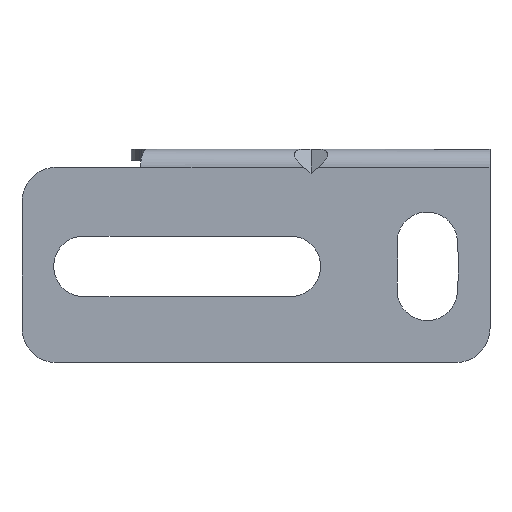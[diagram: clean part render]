
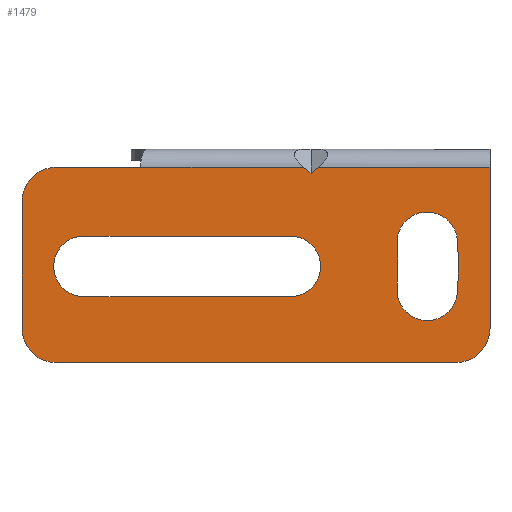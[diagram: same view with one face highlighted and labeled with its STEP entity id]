
A CAD part, front view. The second image highlights one B-rep face of the part: STEP entity #1479.
In plain terms, the highlighted planar face has unit normal (0, -1, 0).
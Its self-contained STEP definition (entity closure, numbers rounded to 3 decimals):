
#457=CARTESIAN_POINT('',(1.439,0.,-9.444));
#458=DIRECTION('',(0.,-1.,0.));
#459=DIRECTION('',(-0.998,0.,0.07));
#460=AXIS2_PLACEMENT_3D('',#457,#458,#459);
#462=CARTESIAN_POINT('',(-23.5,0.,-7.7));
#463=DIRECTION('',(0.,-1.,0.));
#464=DIRECTION('',(0.998,0.,-0.07));
#465=AXIS2_PLACEMENT_3D('',#462,#463,#464);
#467=CARTESIAN_POINT('',(1.439,0.,-5.956));
#468=DIRECTION('',(0.,-1.,0.));
#469=DIRECTION('',(0.998,0.,0.07));
#470=AXIS2_PLACEMENT_3D('',#467,#468,#469);
#472=CARTESIAN_POINT('',(-23.5,0.,-7.7));
#473=DIRECTION('',(0.,-1.,0.));
#474=DIRECTION('',(0.998,0.,-0.07));
#475=AXIS2_PLACEMENT_3D('',#472,#473,#474);
#477=DIRECTION('',(1.,0.,0.));
#478=VECTOR('',#477,15.);
#479=CARTESIAN_POINT('',(-23.5,0.,-9.9));
#480=LINE('',#479,#478);
#481=CARTESIAN_POINT('',(-8.5,0.,-7.7));
#482=DIRECTION('',(0.,-1.,0.));
#483=DIRECTION('',(0.,0.,-1.));
#484=AXIS2_PLACEMENT_3D('',#481,#482,#483);
#486=DIRECTION('',(1.,0.,0.));
#487=VECTOR('',#486,15.);
#488=CARTESIAN_POINT('',(-23.5,0.,-5.5));
#489=LINE('',#488,#487);
#490=CARTESIAN_POINT('',(-23.5,0.,-7.7));
#491=DIRECTION('',(0.,-1.,0.));
#492=DIRECTION('',(0.,0.,1.));
#493=AXIS2_PLACEMENT_3D('',#490,#491,#492);
#495=DIRECTION('',(-0.775,0.,0.632));
#496=VECTOR('',#495,0.698);
#497=CARTESIAN_POINT('',(-7.,0.,-0.941));
#498=LINE('',#497,#496);
#499=DIRECTION('',(0.775,0.,0.632));
#500=VECTOR('',#499,0.698);
#501=CARTESIAN_POINT('',(-7.,0.,-0.941));
#502=LINE('',#501,#500);
#503=DIRECTION('',(0.,0.,1.));
#504=VECTOR('',#503,11.7);
#505=CARTESIAN_POINT('',(6.,0.,-12.2));
#506=LINE('',#505,#504);
#507=CARTESIAN_POINT('',(3.5,0.,-12.2));
#508=DIRECTION('',(0.,-1.,0.));
#509=DIRECTION('',(0.,0.,-1.));
#510=AXIS2_PLACEMENT_3D('',#507,#508,#509);
#512=DIRECTION('',(1.,0.,0.));
#513=VECTOR('',#512,29.);
#514=CARTESIAN_POINT('',(-25.5,0.,-14.7));
#515=LINE('',#514,#513);
#516=CARTESIAN_POINT('',(-25.5,0.,-12.2));
#517=DIRECTION('',(0.,-1.,0.));
#518=DIRECTION('',(-1.,0.,0.));
#519=AXIS2_PLACEMENT_3D('',#516,#517,#518);
#521=DIRECTION('',(0.,0.,-1.));
#522=VECTOR('',#521,9.2);
#523=CARTESIAN_POINT('',(-28.,0.,-3.));
#524=LINE('',#523,#522);
#525=CARTESIAN_POINT('',(-25.5,0.,-3.));
#526=DIRECTION('',(0.,-1.,0.));
#527=DIRECTION('',(0.,0.,1.));
#528=AXIS2_PLACEMENT_3D('',#525,#526,#527);
#530=DIRECTION('',(-1.,0.,0.));
#531=VECTOR('',#530,6.125);
#532=CARTESIAN_POINT('',(-19.375,0.,-0.5));
#533=LINE('',#532,#531);
#564=DIRECTION('',(-1.,0.,0.));
#565=VECTOR('',#564,11.834);
#566=CARTESIAN_POINT('',(-7.541,0.,-0.5));
#567=LINE('',#566,#565);
#601=DIRECTION('',(-1.,0.,0.));
#602=VECTOR('',#601,12.459);
#603=CARTESIAN_POINT('',(6.,0.,-0.5));
#604=LINE('',#603,#602);
#791=CARTESIAN_POINT('',(6.,0.,-0.5));
#793=VERTEX_POINT('',#791);
#843=CARTESIAN_POINT('',(-23.5,0.,-9.9));
#844=CARTESIAN_POINT('',(-8.5,0.,-9.9));
#845=VERTEX_POINT('',#843);
#846=VERTEX_POINT('',#844);
#847=CARTESIAN_POINT('',(-23.5,0.,-5.5));
#848=CARTESIAN_POINT('',(-8.5,0.,-5.5));
#849=VERTEX_POINT('',#847);
#850=VERTEX_POINT('',#848);
#851=CARTESIAN_POINT('',(-0.756,0.,-9.29));
#852=CARTESIAN_POINT('',(3.634,0.,-9.597));
#853=VERTEX_POINT('',#851);
#854=VERTEX_POINT('',#852);
#855=CARTESIAN_POINT('',(-0.756,0.,-6.11));
#856=VERTEX_POINT('',#855);
#857=CARTESIAN_POINT('',(3.634,0.,-5.803));
#858=VERTEX_POINT('',#857);
#865=CARTESIAN_POINT('',(-7.,0.,-0.941));
#866=CARTESIAN_POINT('',(-7.541,0.,-0.5));
#867=VERTEX_POINT('',#865);
#868=VERTEX_POINT('',#866);
#869=CARTESIAN_POINT('',(-6.459,0.,-0.5));
#870=VERTEX_POINT('',#869);
#873=CARTESIAN_POINT('',(-19.375,0.,-0.5));
#874=VERTEX_POINT('',#873);
#907=CARTESIAN_POINT('',(3.5,0.,-14.7));
#908=CARTESIAN_POINT('',(6.,0.,-12.2));
#909=VERTEX_POINT('',#907);
#910=VERTEX_POINT('',#908);
#915=CARTESIAN_POINT('',(-25.5,0.,-14.7));
#916=VERTEX_POINT('',#915);
#919=CARTESIAN_POINT('',(-28.,0.,-12.2));
#920=VERTEX_POINT('',#919);
#925=CARTESIAN_POINT('',(-28.,0.,-3.));
#926=VERTEX_POINT('',#925);
#941=CARTESIAN_POINT('',(-25.5,0.,-0.5));
#942=VERTEX_POINT('',#941);
#1434=CARTESIAN_POINT('',(-19.922,0.,0.8));
#1435=DIRECTION('',(0.,-1.,0.));
#1436=DIRECTION('',(-1.,0.,0.));
#1437=AXIS2_PLACEMENT_3D('',#1434,#1435,#1436);
#1438=PLANE('',#1437);
#1440=ORIENTED_EDGE('',*,*,#1439,.F.);
#1442=ORIENTED_EDGE('',*,*,#1441,.T.);
#1444=ORIENTED_EDGE('',*,*,#1443,.F.);
#1446=ORIENTED_EDGE('',*,*,#1445,.F.);
#1448=ORIENTED_EDGE('',*,*,#1447,.F.);
#1450=ORIENTED_EDGE('',*,*,#1449,.F.);
#1452=ORIENTED_EDGE('',*,*,#1451,.F.);
#1454=ORIENTED_EDGE('',*,*,#1453,.F.);
#1456=ORIENTED_EDGE('',*,*,#1455,.F.);
#1458=ORIENTED_EDGE('',*,*,#1457,.F.);
#1460=ORIENTED_EDGE('',*,*,#1459,.F.);
#1461=EDGE_LOOP('',(#1440,#1442,#1444,#1446,#1448,#1450,#1452,#1454,#1456,#1458,
#1460));
#1462=FACE_OUTER_BOUND('',#1461,.F.);
#1463=ORIENTED_EDGE('',*,*,#1386,.T.);
#1464=ORIENTED_EDGE('',*,*,#1401,.T.);
#1465=ORIENTED_EDGE('',*,*,#1415,.F.);
#1466=ORIENTED_EDGE('',*,*,#1428,.T.);
#1467=EDGE_LOOP('',(#1463,#1464,#1465,#1466));
#1468=FACE_BOUND('',#1467,.F.);
#1470=ORIENTED_EDGE('',*,*,#1469,.T.);
#1472=ORIENTED_EDGE('',*,*,#1471,.T.);
#1474=ORIENTED_EDGE('',*,*,#1473,.T.);
#1476=ORIENTED_EDGE('',*,*,#1475,.F.);
#1477=EDGE_LOOP('',(#1470,#1472,#1474,#1476));
#1478=FACE_BOUND('',#1477,.F.);
#1479=ADVANCED_FACE('',(#1462,#1468,#1478),#1438,.T.);
#461=CIRCLE('',#460,2.2);
#466=CIRCLE('',#465,27.2);
#471=CIRCLE('',#470,2.2);
#476=CIRCLE('',#475,22.8);
#485=CIRCLE('',#484,2.2);
#494=CIRCLE('',#493,2.2);
#511=CIRCLE('',#510,2.5);
#520=CIRCLE('',#519,2.5);
#529=CIRCLE('',#528,2.5);
#1386=EDGE_CURVE('',#845,#846,#480,.T.);
#1401=EDGE_CURVE('',#846,#850,#485,.T.);
#1415=EDGE_CURVE('',#849,#850,#489,.T.);
#1428=EDGE_CURVE('',#849,#845,#494,.T.);
#1439=EDGE_CURVE('',#867,#868,#498,.T.);
#1441=EDGE_CURVE('',#867,#870,#502,.T.);
#1443=EDGE_CURVE('',#793,#870,#604,.T.);
#1445=EDGE_CURVE('',#910,#793,#506,.T.);
#1447=EDGE_CURVE('',#909,#910,#511,.T.);
#1449=EDGE_CURVE('',#916,#909,#515,.T.);
#1451=EDGE_CURVE('',#920,#916,#520,.T.);
#1453=EDGE_CURVE('',#926,#920,#524,.T.);
#1455=EDGE_CURVE('',#942,#926,#529,.T.);
#1457=EDGE_CURVE('',#874,#942,#533,.T.);
#1459=EDGE_CURVE('',#868,#874,#567,.T.);
#1469=EDGE_CURVE('',#853,#854,#461,.T.);
#1471=EDGE_CURVE('',#854,#858,#466,.T.);
#1473=EDGE_CURVE('',#858,#856,#471,.T.);
#1475=EDGE_CURVE('',#853,#856,#476,.T.);
